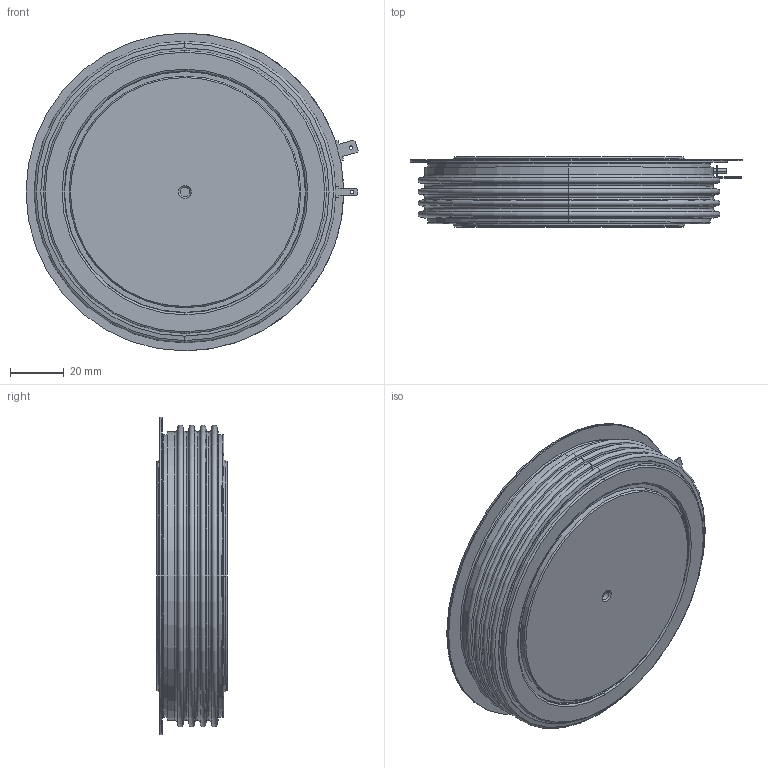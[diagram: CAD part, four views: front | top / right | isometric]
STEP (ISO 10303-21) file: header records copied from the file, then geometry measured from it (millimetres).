
FILE_DESCRIPTION (( 'STEP AP214' ), '1' );
FILE_NAME ('PT83.STEP', '2021-04-09T06:14:23', ( '' ), ( '' ), 'SwSTEP 2.0', 'SolidWorks 2018', '' );
FILE_SCHEMA (( 'AUTOMOTIVE_DESIGN' ));
Length unit declared in the file: millimetre
Products named in the file (1): PT83
Bounding box: 123.24 x 26 x 118 mm (x, y, z)
Volume: 177350.6 mm3; surface area: 63797.2 mm2
Topology: 7 solids, 7 shells, 174 faces, 370 edges, 220 vertices
Faces by surface type: cylinder 54, torus 48, plane 48, cone 24
Entity records: 6817 total; most frequent: DIRECTION 936, CARTESIAN_POINT 864, ORIENTED_EDGE 740, AXIS2_PLACEMENT_3D 397, EDGE_CURVE 370, CIRCLE 222, VERTEX_POINT 220, EDGE_LOOP 200
